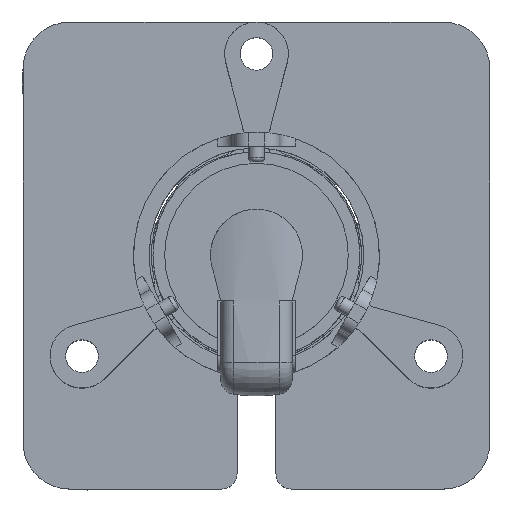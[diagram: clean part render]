
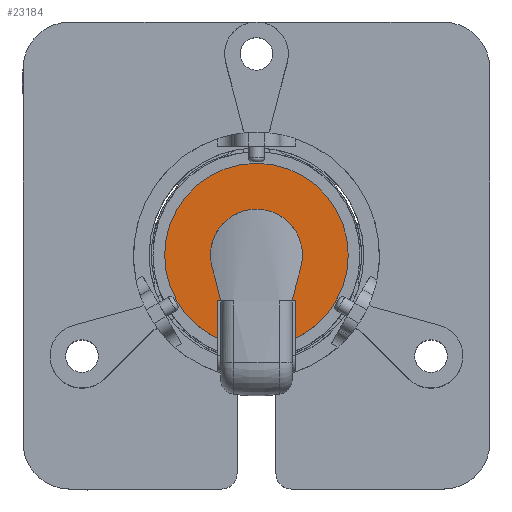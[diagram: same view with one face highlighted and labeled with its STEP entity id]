
A CAD part, top view. The second image highlights one B-rep face of the part: STEP entity #23184.
In plain terms, the highlighted planar face has unit normal (0, 0, 1).
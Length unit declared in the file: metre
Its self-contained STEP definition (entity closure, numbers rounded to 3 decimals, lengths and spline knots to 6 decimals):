
#6932=ORIENTED_EDGE('',*,*,#13392,.F.);
#6933=ORIENTED_EDGE('',*,*,#13304,.F.);
#13304=EDGE_CURVE('',#16702,#16702,#18793,.F.);
#13392=EDGE_CURVE('',#16706,#16706,#18797,.T.);
#16702=VERTEX_POINT('',#36234);
#16706=VERTEX_POINT('',#37254);
#18793=CIRCLE('',#24824,0.0059);
#18797=CIRCLE('',#24832,0.002);
#20221=EDGE_LOOP('',(#6932));
#20222=EDGE_LOOP('',(#6933));
#21619=FACE_BOUND('',#20221,.T.);
#21620=FACE_BOUND('',#20222,.T.);
#22605=PLANE('',#24831);
#23184=ADVANCED_FACE('',(#21619,#21620),#22605,.T.);
#24824=AXIS2_PLACEMENT_3D('',#36233,#28179,#28180);
#24831=AXIS2_PLACEMENT_3D('',#37252,#28193,#28194);
#24832=AXIS2_PLACEMENT_3D('',#37253,#28195,#28196);
#28179=DIRECTION('',(0.,0.,1.));
#28180=DIRECTION('',(0.,-1.,0.));
#28193=DIRECTION('',(0.,0.,1.));
#28194=DIRECTION('',(1.,0.,0.));
#28195=DIRECTION('',(0.,0.,1.));
#28196=DIRECTION('',(0.,-1.,0.));
#36233=CARTESIAN_POINT('',(0.,0.,0.0184));
#36234=CARTESIAN_POINT('',(0.,-0.0059,0.0184));
#37252=CARTESIAN_POINT('',(0.,0.,0.0184));
#37253=CARTESIAN_POINT('',(0.,0.,0.0184));
#37254=CARTESIAN_POINT('',(0.,-0.002,0.0184));
